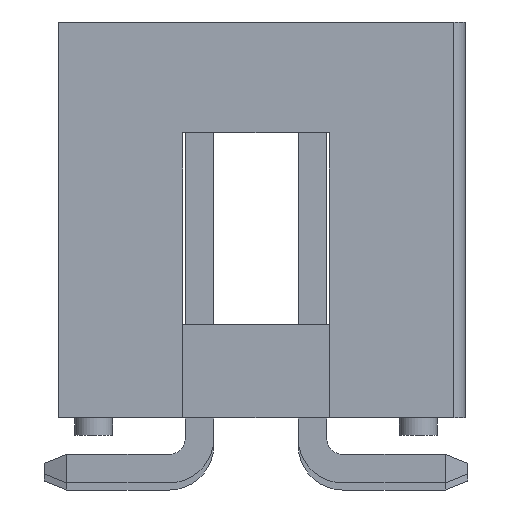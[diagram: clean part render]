
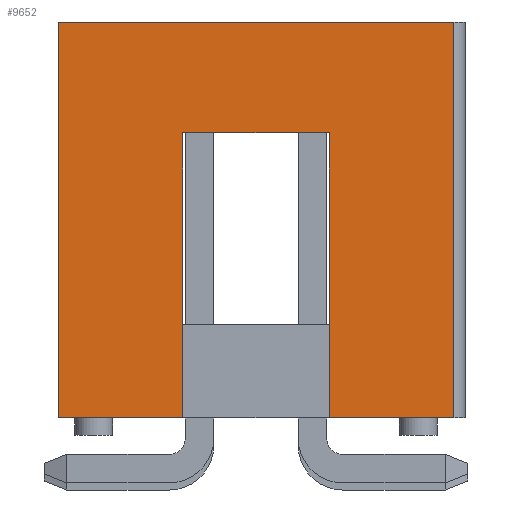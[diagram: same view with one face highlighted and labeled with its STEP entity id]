
A CAD part, front view. The second image highlights one B-rep face of the part: STEP entity #9652.
In plain terms, the highlighted face is planar.
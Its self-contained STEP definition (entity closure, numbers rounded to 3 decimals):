
#1266=ORIENTED_EDGE('',*,*,#2629,.T.);
#1267=ORIENTED_EDGE('',*,*,#2630,.F.);
#1268=ORIENTED_EDGE('',*,*,#2631,.T.);
#1269=ORIENTED_EDGE('',*,*,#2632,.T.);
#1270=ORIENTED_EDGE('',*,*,#2633,.T.);
#1271=ORIENTED_EDGE('',*,*,#2634,.F.);
#1272=ORIENTED_EDGE('',*,*,#2628,.F.);
#1273=ORIENTED_EDGE('',*,*,#2635,.T.);
#2628=EDGE_CURVE('',#3339,#3336,#4075,.T.);
#2629=EDGE_CURVE('',#3340,#3341,#4076,.T.);
#2630=EDGE_CURVE('',#3342,#3341,#4077,.T.);
#2631=EDGE_CURVE('',#3342,#3343,#4078,.T.);
#2632=EDGE_CURVE('',#3343,#3344,#4079,.T.);
#2633=EDGE_CURVE('',#3344,#3345,#4080,.T.);
#2634=EDGE_CURVE('',#3336,#3345,#4081,.T.);
#2635=EDGE_CURVE('',#3339,#3340,#4082,.T.);
#3336=VERTEX_POINT('',#13359);
#3339=VERTEX_POINT('',#13368);
#3340=VERTEX_POINT('',#13372);
#3341=VERTEX_POINT('',#13373);
#3342=VERTEX_POINT('',#13375);
#3343=VERTEX_POINT('',#13377);
#3344=VERTEX_POINT('',#13379);
#3345=VERTEX_POINT('',#13381);
#4075=LINE('',#13369,#4946);
#4076=LINE('',#13371,#4947);
#4077=LINE('',#13374,#4948);
#4078=LINE('',#13376,#4949);
#4079=LINE('',#13378,#4950);
#4080=LINE('',#13380,#4951);
#4081=LINE('',#13382,#4952);
#4082=LINE('',#13383,#4953);
#4946=VECTOR('',#11487,1000.);
#4947=VECTOR('',#11490,1000.);
#4948=VECTOR('',#11491,1000.);
#4949=VECTOR('',#11492,1000.);
#4950=VECTOR('',#11493,1000.);
#4951=VECTOR('',#11494,1000.);
#4952=VECTOR('',#11495,1000.);
#4953=VECTOR('',#11496,1000.);
#5542=EDGE_LOOP('',(#1266,#1267,#1268,#1269,#1270,#1271,#1272,#1273));
#5989=FACE_BOUND('',#5542,.T.);
#6396=PLANE('',#10136);
#9652=ADVANCED_FACE('',(#5989),#6396,.T.);
#10136=AXIS2_PLACEMENT_3D('',#13370,#11488,#11489);
#11487=DIRECTION('',(0.,1.,0.));
#11488=DIRECTION('',(1.,0.,0.));
#11489=DIRECTION('',(0.,0.,-1.));
#11490=DIRECTION('',(0.,1.,0.));
#11491=DIRECTION('',(0.,0.,-1.));
#11492=DIRECTION('',(0.,1.,0.));
#11493=DIRECTION('',(0.,0.,-1.));
#11494=DIRECTION('',(0.,1.,0.));
#11495=DIRECTION('',(0.,0.,-1.));
#11496=DIRECTION('',(0.,0.,-1.));
#13359=CARTESIAN_POINT('',(12.7,4.445,4.445));
#13368=CARTESIAN_POINT('',(12.7,-4.445,4.445));
#13369=CARTESIAN_POINT('',(12.7,-4.445,4.445));
#13370=CARTESIAN_POINT('',(12.7,-4.445,4.445));
#13371=CARTESIAN_POINT('',(12.7,-4.445,-4.445));
#13372=CARTESIAN_POINT('',(12.7,-4.445,-4.445));
#13373=CARTESIAN_POINT('',(12.7,-1.65,-4.445));
#13374=CARTESIAN_POINT('',(12.7,-1.65,1.955));
#13375=CARTESIAN_POINT('',(12.7,-1.65,1.955));
#13376=CARTESIAN_POINT('',(12.7,-1.65,1.955));
#13377=CARTESIAN_POINT('',(12.7,1.65,1.955));
#13378=CARTESIAN_POINT('',(12.7,1.65,1.955));
#13379=CARTESIAN_POINT('',(12.7,1.65,-4.445));
#13380=CARTESIAN_POINT('',(12.7,-4.445,-4.445));
#13381=CARTESIAN_POINT('',(12.7,4.445,-4.445));
#13382=CARTESIAN_POINT('',(12.7,4.445,4.445));
#13383=CARTESIAN_POINT('',(12.7,-4.445,4.445));
